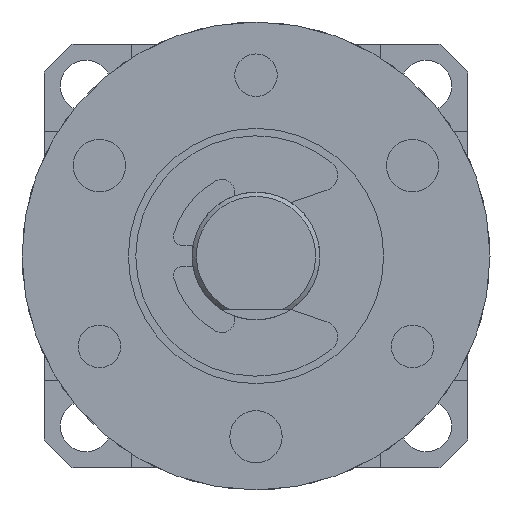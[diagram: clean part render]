
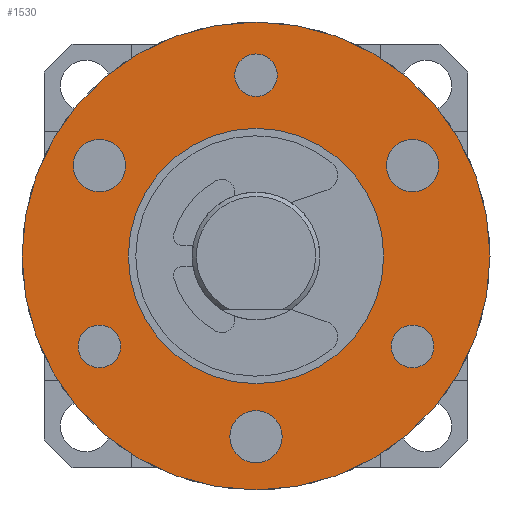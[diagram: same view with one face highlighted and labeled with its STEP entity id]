
A CAD part, front view. The second image highlights one B-rep face of the part: STEP entity #1530.
In plain terms, the highlighted planar face has unit normal (0, -1, 0).
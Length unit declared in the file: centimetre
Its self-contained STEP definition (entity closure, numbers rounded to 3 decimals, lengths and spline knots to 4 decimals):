
#297=PLANE('',#1650);
#359=FACE_BOUND('',#563,.T.);
#360=FACE_BOUND('',#564,.T.);
#361=FACE_BOUND('',#565,.T.);
#362=FACE_BOUND('',#566,.T.);
#363=FACE_BOUND('',#567,.T.);
#364=FACE_BOUND('',#568,.T.);
#365=FACE_BOUND('',#569,.T.);
#452=FACE_OUTER_BOUND('',#562,.T.);
#562=EDGE_LOOP('',(#1160));
#563=EDGE_LOOP('',(#1161));
#564=EDGE_LOOP('',(#1162));
#565=EDGE_LOOP('',(#1163));
#566=EDGE_LOOP('',(#1164));
#567=EDGE_LOOP('',(#1165));
#568=EDGE_LOOP('',(#1166));
#569=EDGE_LOOP('',(#1167));
#677=CIRCLE('',#1621,0.1);
#679=CIRCLE('',#1624,0.1);
#681=CIRCLE('',#1627,0.1);
#683=CIRCLE('',#1630,0.123);
#685=CIRCLE('',#1633,0.123);
#687=CIRCLE('',#1636,0.123);
#693=CIRCLE('',#1649,1.1);
#694=CIRCLE('',#1651,0.6);
#774=VERTEX_POINT('',#2299);
#776=VERTEX_POINT('',#2304);
#778=VERTEX_POINT('',#2309);
#780=VERTEX_POINT('',#2314);
#782=VERTEX_POINT('',#2319);
#784=VERTEX_POINT('',#2324);
#793=VERTEX_POINT('',#2356);
#794=VERTEX_POINT('',#2359);
#918=EDGE_CURVE('',#774,#774,#677,.T.);
#920=EDGE_CURVE('',#776,#776,#679,.T.);
#922=EDGE_CURVE('',#778,#778,#681,.T.);
#924=EDGE_CURVE('',#780,#780,#683,.T.);
#926=EDGE_CURVE('',#782,#782,#685,.T.);
#928=EDGE_CURVE('',#784,#784,#687,.T.);
#940=EDGE_CURVE('',#793,#793,#693,.T.);
#941=EDGE_CURVE('',#794,#794,#694,.T.);
#1160=ORIENTED_EDGE('',*,*,#940,.T.);
#1161=ORIENTED_EDGE('',*,*,#918,.T.);
#1162=ORIENTED_EDGE('',*,*,#920,.T.);
#1163=ORIENTED_EDGE('',*,*,#922,.T.);
#1164=ORIENTED_EDGE('',*,*,#924,.T.);
#1165=ORIENTED_EDGE('',*,*,#926,.T.);
#1166=ORIENTED_EDGE('',*,*,#928,.T.);
#1167=ORIENTED_EDGE('',*,*,#941,.F.);
#1530=ADVANCED_FACE('',(#452,#359,#360,#361,#362,#363,#364,#365),#297,.T.);
#1621=AXIS2_PLACEMENT_3D('',#2300,#1824,#1825);
#1624=AXIS2_PLACEMENT_3D('',#2305,#1830,#1831);
#1627=AXIS2_PLACEMENT_3D('',#2310,#1836,#1837);
#1630=AXIS2_PLACEMENT_3D('',#2315,#1842,#1843);
#1633=AXIS2_PLACEMENT_3D('',#2320,#1848,#1849);
#1636=AXIS2_PLACEMENT_3D('',#2325,#1854,#1855);
#1649=AXIS2_PLACEMENT_3D('',#2357,#1884,#1885);
#1650=AXIS2_PLACEMENT_3D('',#2358,#1886,#1887);
#1651=AXIS2_PLACEMENT_3D('',#2360,#1888,#1889);
#1824=DIRECTION('center_axis',(0.,1.,0.));
#1825=DIRECTION('ref_axis',(0.,0.,
1.));
#1830=DIRECTION('center_axis',(0.,1.,0.));
#1831=DIRECTION('ref_axis',(0.,0.,
1.));
#1836=DIRECTION('center_axis',(0.,1.,0.));
#1837=DIRECTION('ref_axis',(0.,0.,
1.));
#1842=DIRECTION('center_axis',(0.,1.,0.));
#1843=DIRECTION('ref_axis',(0.,0.,
1.));
#1848=DIRECTION('center_axis',(0.,1.,0.));
#1849=DIRECTION('ref_axis',(0.,0.,
1.));
#1854=DIRECTION('center_axis',(0.,1.,0.));
#1855=DIRECTION('ref_axis',(0.,0.,
1.));
#1884=DIRECTION('center_axis',(0.,-1.,0.));
#1885=DIRECTION('ref_axis',(0.,0.,
1.));
#1886=DIRECTION('center_axis',(0.,-1.,0.));
#1887=DIRECTION('ref_axis',(0.,0.,1.));
#1888=DIRECTION('center_axis',(0.,-1.,0.));
#1889=DIRECTION('ref_axis',(0.,0.,
1.));
#2299=CARTESIAN_POINT('',(-0.1624,-1.6822,-0.3934));
#2300=CARTESIAN_POINT('Origin',(-0.1624,-1.6822,-0.4934));
#2304=CARTESIAN_POINT('',(-0.8985,-1.6822,0.8816));
#2305=CARTESIAN_POINT('Origin',(-0.8985,-1.6822,0.7816));
#2309=CARTESIAN_POINT('',(-1.6347,-1.6822,-0.3934));
#2310=CARTESIAN_POINT('Origin',(-1.6347,-1.6822,-0.4934));
#2314=CARTESIAN_POINT('',(-0.1624,-1.6822,0.4795));
#2315=CARTESIAN_POINT('Origin',(-0.1624,-1.6822,0.3566));
#2319=CARTESIAN_POINT('',(-0.8985,-1.6822,-0.7955));
#2320=CARTESIAN_POINT('Origin',(-0.8985,-1.6822,-0.9184));
#2324=CARTESIAN_POINT('',(-1.6347,-1.6822,0.4795));
#2325=CARTESIAN_POINT('Origin',(-1.6347,-1.6822,0.3566));
#2356=CARTESIAN_POINT('',(-0.8985,-1.6822,1.0316));
#2357=CARTESIAN_POINT('Origin',(-0.8985,-1.6822,-0.0684));
#2358=CARTESIAN_POINT('Origin',(-0.8985,-1.6822,0.5316));
#2359=CARTESIAN_POINT('',(-0.8985,-1.6822,0.5316));
#2360=CARTESIAN_POINT('Origin',(-0.8985,-1.6822,-0.0684));
